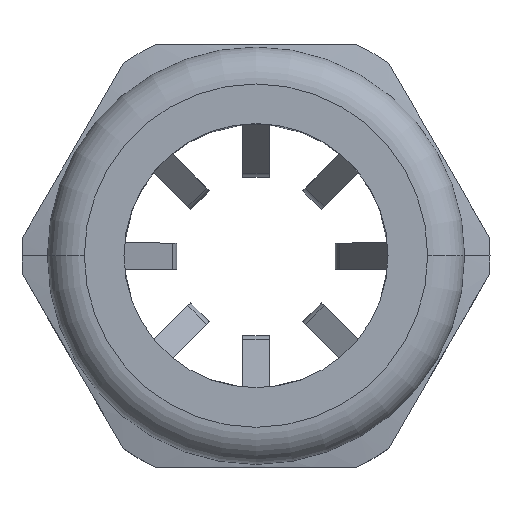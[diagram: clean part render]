
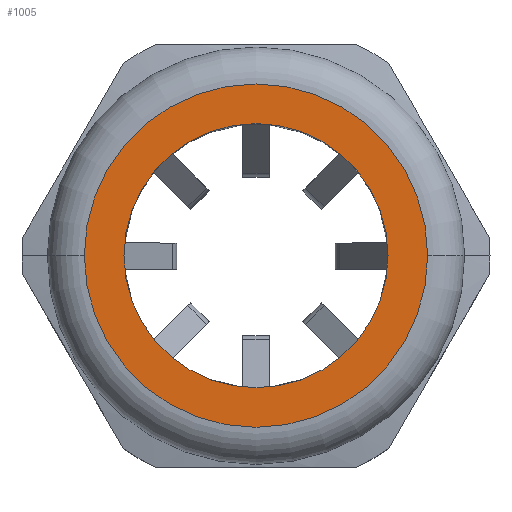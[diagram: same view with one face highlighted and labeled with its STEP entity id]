
A CAD part, top view. The second image highlights one B-rep face of the part: STEP entity #1005.
In plain terms, the highlighted planar face has unit normal (0, 0, 1).
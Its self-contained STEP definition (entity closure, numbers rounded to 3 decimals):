
#156 = EDGE_LOOP ( 'NONE', ( #2868, #2870 ) ) ;
#157 = EDGE_LOOP ( 'NONE', ( #2989, #2890 ) ) ;
#512 = AXIS2_PLACEMENT_3D ( 'NONE', #3292, #3293, #3294 ) ;
#541 = AXIS2_PLACEMENT_3D ( 'NONE', #3202, #3203, #3204 ) ;
#677 = CIRCLE ( 'NONE', #1940, 16.25 ) ;
#682 = CIRCLE ( 'NONE', #1996, 12.5 ) ;
#744 = CIRCLE ( 'NONE', #512, 12.5 ) ;
#754 = CIRCLE ( 'NONE', #541, 16.25 ) ;
#869 = EDGE_CURVE ( 'NONE', #2820, #3011, #754, .T. ) ;
#897 = EDGE_CURVE ( 'NONE', #2948, #2947, #744, .T. ) ;
#1005 = ADVANCED_FACE ( 'NONE', ( #1951, #2058 ), #2108, .T. ) ;
#1141 = EDGE_CURVE ( 'NONE', #2947, #2948, #682, .T. ) ;
#1151 = EDGE_CURVE ( 'NONE', #3011, #2820, #677, .T. ) ;
#1480 = CARTESIAN_POINT ( 'NONE',  ( 0., 0., 37. ) ) ;
#1481 = DIRECTION ( 'NONE',  ( 0., 0., 1. ) ) ;
#1482 = DIRECTION ( 'NONE',  ( 1., 0., 0. ) ) ;
#1597 = CARTESIAN_POINT ( 'NONE',  ( -16.25, 0., 37. ) ) ;
#1631 = CARTESIAN_POINT ( 'NONE',  ( -12.5, 0., 37. ) ) ;
#1632 = CARTESIAN_POINT ( 'NONE',  ( 12.5, 0., 37. ) ) ;
#1659 = CARTESIAN_POINT ( 'NONE',  ( 16.25, 0., 37. ) ) ;
#1940 = AXIS2_PLACEMENT_3D ( 'NONE', #1480, #1481, #1482 ) ;
#1951 = FACE_BOUND ( 'NONE', #156, .T. ) ;
#1996 = AXIS2_PLACEMENT_3D ( 'NONE', #2607, #2614, #2615 ) ;
#2058 = FACE_OUTER_BOUND ( 'NONE', #157, .T. ) ;
#2063 = AXIS2_PLACEMENT_3D ( 'NONE', #2109, #2110, #2111 ) ;
#2108 = PLANE ( 'NONE',  #2063 ) ;
#2109 = CARTESIAN_POINT ( 'NONE',  ( 0., 0., 37. ) ) ;
#2110 = DIRECTION ( 'NONE',  ( 0., 0., 1. ) ) ;
#2111 = DIRECTION ( 'NONE',  ( 1., 0., 0. ) ) ;
#2607 = CARTESIAN_POINT ( 'NONE',  ( 0., 0., 37. ) ) ;
#2614 = DIRECTION ( 'NONE',  ( 0., 0., 1. ) ) ;
#2615 = DIRECTION ( 'NONE',  ( 1., 0., 0. ) ) ;
#2820 = VERTEX_POINT ( 'NONE', #1597 ) ;
#2868 = ORIENTED_EDGE ( 'NONE', *, *, #897, .F. ) ;
#2870 = ORIENTED_EDGE ( 'NONE', *, *, #1141, .F. ) ;
#2890 = ORIENTED_EDGE ( 'NONE', *, *, #869, .T. ) ;
#2947 = VERTEX_POINT ( 'NONE', #1631 ) ;
#2948 = VERTEX_POINT ( 'NONE', #1632 ) ;
#2989 = ORIENTED_EDGE ( 'NONE', *, *, #1151, .T. ) ;
#3011 = VERTEX_POINT ( 'NONE', #1659 ) ;
#3202 = CARTESIAN_POINT ( 'NONE',  ( 0., 0., 37. ) ) ;
#3203 = DIRECTION ( 'NONE',  ( 0., 0., 1. ) ) ;
#3204 = DIRECTION ( 'NONE',  ( 1., 0., 0. ) ) ;
#3292 = CARTESIAN_POINT ( 'NONE',  ( 0., 0., 37. ) ) ;
#3293 = DIRECTION ( 'NONE',  ( 0., 0., 1. ) ) ;
#3294 = DIRECTION ( 'NONE',  ( 1., 0., 0. ) ) ;
